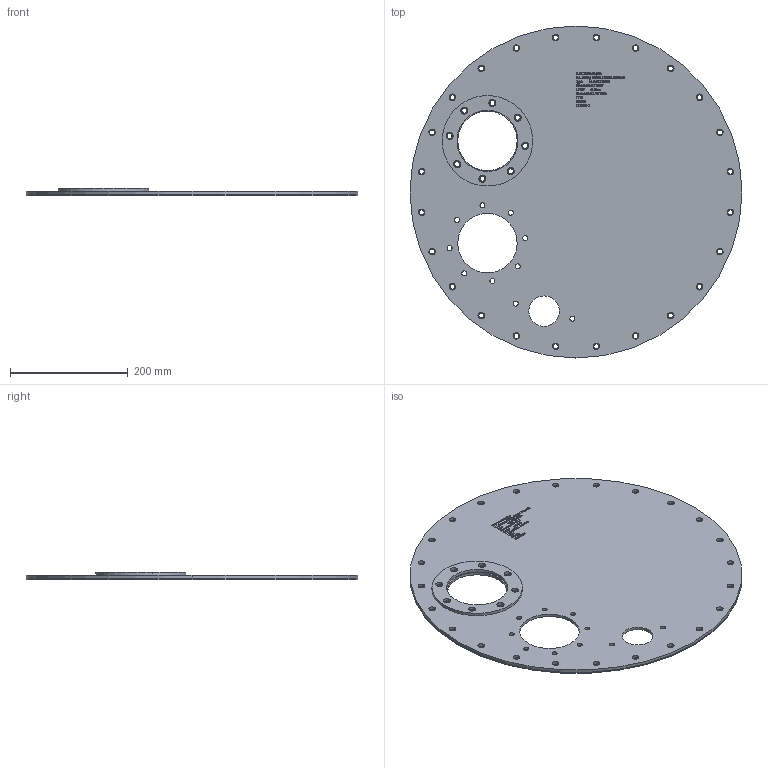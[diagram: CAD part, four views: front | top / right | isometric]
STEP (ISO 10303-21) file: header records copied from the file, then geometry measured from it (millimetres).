
FILE_DESCRIPTION (( 'STEP AP214' ), '1' );
FILE_NAME ('MANCOV202_252398.STEP', '2012-08-23T09:17:48', ( 'Admin2' ), ( '' ), 'SwSTEP 2.0', 'SolidWorks 2010', '' );
FILE_SCHEMA (( 'AUTOMOTIVE_DESIGN' ));
Length unit declared in the file: millimetre
Products named in the file (1): MANCOV202_252398
Bounding box: 565 x 565 x 12 mm (x, y, z)
Surface area: 606583.6 mm2 (no closed solid volume)
Topology: 0 solids, 51 shells, 332 faces, 2392 edges, 2106 vertices
Faces by surface type: cylinder 164, plane 111, bspline 57
Entity records: 37456 total; most frequent: CARTESIAN_POINT 17492, ORIENTED_EDGE 2997, DIRECTION 2529, EDGE_CURVE 2392, VERTEX_POINT 2106, LINE 1321, VECTOR 1321, B_SPLINE_CURVE_WITH_KNOTS 743
